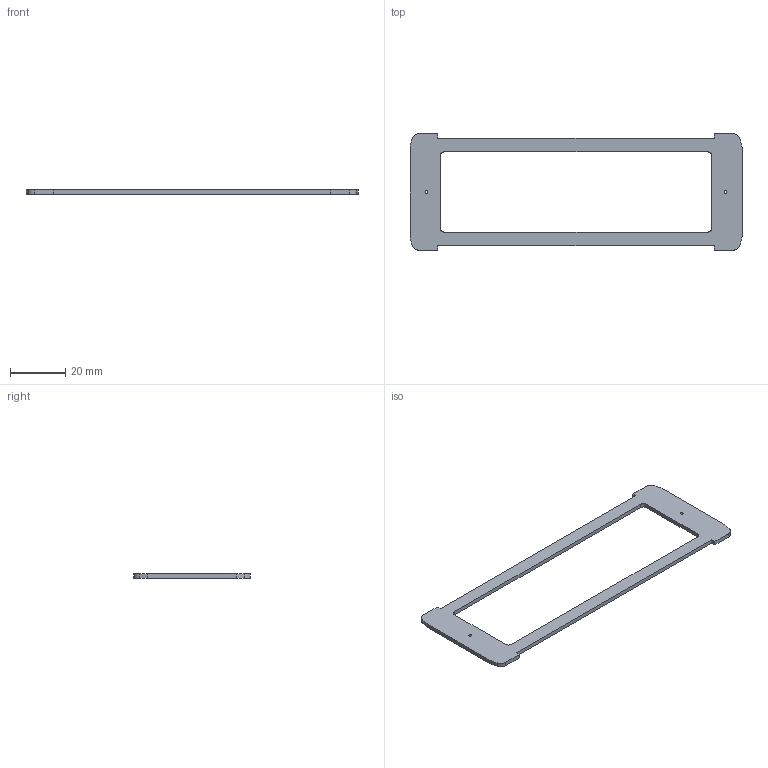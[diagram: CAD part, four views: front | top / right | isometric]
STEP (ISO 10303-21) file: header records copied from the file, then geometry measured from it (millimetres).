
FILE_DESCRIPTION((''),'2;1');
FILE_NAME('83212410_EL 1240 DI.stp','2010-03-09T09:33:22',('haertel'),(''),'Autodesk Inventor 2010','Autodesk Inventor 2010','');
FILE_SCHEMA(('AUTOMOTIVE_DESIGN { 1 0 10303 214 1 1 1 1 }'));
Length unit declared in the file: millimetre
Products named in the file (1): Bauteil49
Bounding box: 120 x 42 x 1.5 mm (x, y, z)
Volume: 2827.5 mm3; surface area: 4642.1 mm2
Topology: 1 solids, 1 shells, 32 faces, 90 edges, 60 vertices
Faces by surface type: plane 18, cylinder 14
Full cylindrical faces by diameter (mm): 1 x2
Entity records: 1070 total; most frequent: DIRECTION 182, CARTESIAN_POINT 181, ORIENTED_EDGE 176, EDGE_CURVE 88, AXIS2_PLACEMENT_3D 61, VERTEX_POINT 60, VECTOR 60, LINE 60
